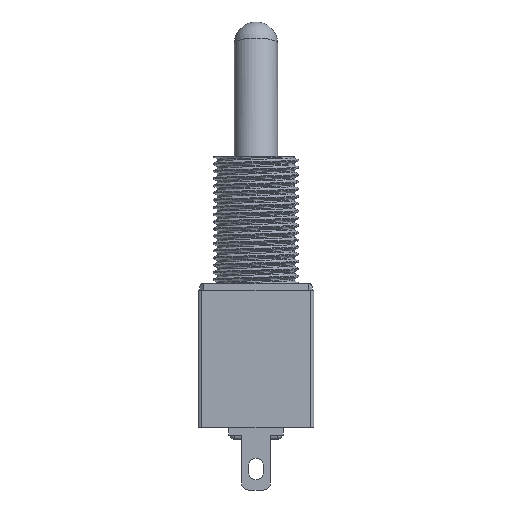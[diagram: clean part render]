
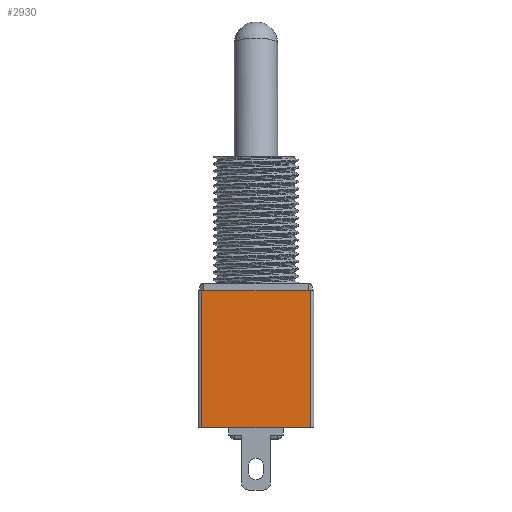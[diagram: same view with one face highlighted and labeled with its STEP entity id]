
A CAD part, left-side view. The second image highlights one B-rep face of the part: STEP entity #2930.
In plain terms, the highlighted planar face has unit normal (-1, 0, 0).
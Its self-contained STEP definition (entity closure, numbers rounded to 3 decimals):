
#45=PLANE('',#3122);
#148=FACE_OUTER_BOUND('',#301,.T.);
#301=EDGE_LOOP('',(#2105,#2106,#2107,#2108));
#651=LINE('',#15930,#904);
#682=LINE('',#16015,#935);
#683=LINE('',#16018,#936);
#692=LINE('',#16036,#945);
#904=VECTOR('',#3429,5.644);
#935=VECTOR('',#3488,5.644);
#936=VECTOR('',#3491,5.644);
#945=VECTOR('',#3504,5.644);
#1245=VERTEX_POINT('',#15927);
#1246=VERTEX_POINT('',#15929);
#1285=VERTEX_POINT('',#16011);
#1287=VERTEX_POINT('',#16017);
#1575=EDGE_CURVE('',#1246,#1245,#651,.T.);
#1618=EDGE_CURVE('',#1246,#1285,#682,.T.);
#1619=EDGE_CURVE('',#1285,#1287,#683,.T.);
#1629=EDGE_CURVE('',#1287,#1245,#692,.T.);
#2105=ORIENTED_EDGE('',*,*,#1618,.F.);
#2106=ORIENTED_EDGE('',*,*,#1575,.T.);
#2107=ORIENTED_EDGE('',*,*,#1629,.F.);
#2108=ORIENTED_EDGE('',*,*,#1619,.F.);
#2930=ADVANCED_FACE('',(#148),#45,.T.);
#3122=AXIS2_PLACEMENT_3D('',#16035,#3502,#3503);
#3429=DIRECTION('',(0.,-1.,0.));
#3488=DIRECTION('',(0.,0.,1.));
#3491=DIRECTION('',(0.,-1.,0.));
#3502=DIRECTION('center_axis',(-1.,0.,0.));
#3503=DIRECTION('ref_axis',(0.,-1.,0.));
#3504=DIRECTION('',(0.,0.,-1.));
#15927=CARTESIAN_POINT('',(1.437,3.277,0.));
#15929=CARTESIAN_POINT('',(1.437,7.51,0.));
#15930=CARTESIAN_POINT('',(1.437,7.652,0.));
#16011=CARTESIAN_POINT('',(1.437,7.51,5.362));
#16015=CARTESIAN_POINT('',(1.437,7.51,0.));
#16017=CARTESIAN_POINT('',(1.437,3.277,5.362));
#16018=CARTESIAN_POINT('',(1.437,7.652,5.362));
#16035=CARTESIAN_POINT('Origin',(1.437,7.652,0.));
#16036=CARTESIAN_POINT('',(1.437,3.277,0.));
